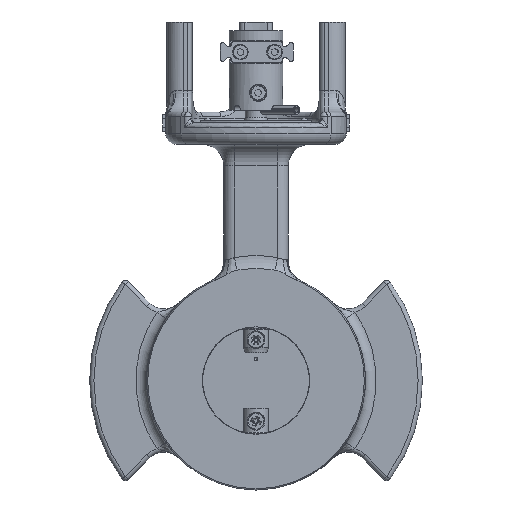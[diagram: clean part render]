
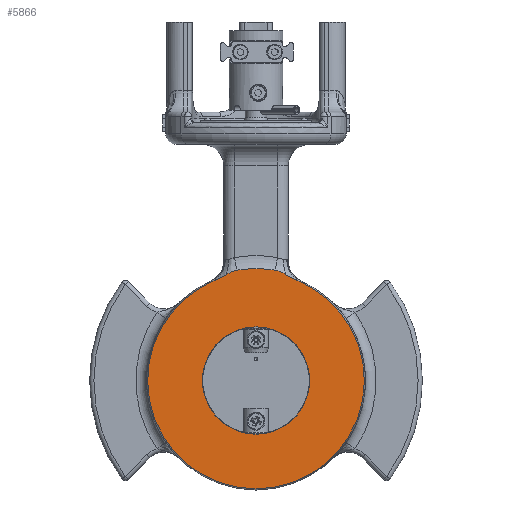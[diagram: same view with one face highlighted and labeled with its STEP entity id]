
A CAD part, left-side view. The second image highlights one B-rep face of the part: STEP entity #5866.
In plain terms, the highlighted planar face has unit normal (-1, 0, 0).
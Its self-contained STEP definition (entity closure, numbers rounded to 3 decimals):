
#1008=B_SPLINE_CURVE_WITH_KNOTS('',3,(#39862,#39863,#39864,#39865),
 .UNSPECIFIED.,.F.,.F.,(4,4),(0.,1.),.UNSPECIFIED.);
#1010=B_SPLINE_CURVE_WITH_KNOTS('',3,(#39884,#39885,#39886,#39887),
 .UNSPECIFIED.,.F.,.F.,(4,4),(0.,1.),.UNSPECIFIED.);
#1011=B_SPLINE_CURVE_WITH_KNOTS('',3,(#39912,#39913,#39914,#39915),
 .UNSPECIFIED.,.F.,.F.,(4,4),(0.,1.),.UNSPECIFIED.);
#1012=B_SPLINE_CURVE_WITH_KNOTS('',3,(#39934,#39935,#39936,#39937),
 .UNSPECIFIED.,.F.,.F.,(4,4),(0.,1.),.UNSPECIFIED.);
#4642=PLANE('',#22729);
#5866=ADVANCED_FACE('',(#7383,#7384),#4642,.F.);
#7383=FACE_BOUND('',#9318,.T.);
#7384=FACE_BOUND('',#9319,.T.);
#9318=EDGE_LOOP('',(#14485,#14486,#14487,#14488,#14489,#14490));
#9319=EDGE_LOOP('',(#14491));
#14485=ORIENTED_EDGE('',*,*,#18630,.T.);
#14486=ORIENTED_EDGE('',*,*,#18959,.F.);
#14487=ORIENTED_EDGE('',*,*,#18962,.F.);
#14488=ORIENTED_EDGE('',*,*,#18964,.F.);
#14489=ORIENTED_EDGE('',*,*,#18966,.F.);
#14490=ORIENTED_EDGE('',*,*,#18967,.F.);
#14491=ORIENTED_EDGE('',*,*,#19179,.F.);
#16296=VERTEX_POINT('',#38339);
#16297=VERTEX_POINT('',#38340);
#16491=VERTEX_POINT('',#39861);
#16492=VERTEX_POINT('',#39883);
#16493=VERTEX_POINT('',#39907);
#16494=VERTEX_POINT('',#39911);
#16576=VERTEX_POINT('',#42937);
#18630=EDGE_CURVE('',#16296,#16297,#19997,.T.);
#18959=EDGE_CURVE('',#16491,#16297,#1008,.T.);
#18962=EDGE_CURVE('',#16492,#16491,#1010,.T.);
#18964=EDGE_CURVE('',#16493,#16492,#20143,.T.);
#18966=EDGE_CURVE('',#16494,#16493,#1011,.T.);
#18967=EDGE_CURVE('',#16296,#16494,#1012,.T.);
#19179=EDGE_CURVE('',#16576,#16576,#20220,.T.);
#19997=CIRCLE('',#22310,50.464);
#20143=CIRCLE('',#22558,52.146);
#20220=CIRCLE('',#22722,25.);
#22310=AXIS2_PLACEMENT_3D('',#38338,#26798,#26799);
#22558=AXIS2_PLACEMENT_3D('',#39908,#27377,#27378);
#22722=AXIS2_PLACEMENT_3D('',#42936,#27805,#27806);
#22729=AXIS2_PLACEMENT_3D('',#42966,#27819,#27820);
#26798=DIRECTION('',(-1.,0.,0.));
#26799=DIRECTION('',(0.,0.,-1.));
#27377=DIRECTION('',(1.,0.,0.));
#27378=DIRECTION('',(0.,0.,1.));
#27805=DIRECTION('',(-1.,0.,0.));
#27806=DIRECTION('',(0.,0.,-1.));
#27819=DIRECTION('',(1.,0.,0.));
#27820=DIRECTION('',(0.,0.,-1.));
#38338=CARTESIAN_POINT('',(-15.,0.,-9.));
#38339=CARTESIAN_POINT('',(-15.,18.076,38.116));
#38340=CARTESIAN_POINT('',(-15.,-18.076,38.116));
#39861=CARTESIAN_POINT('',(-15.,-14.221,40.137));
#39862=CARTESIAN_POINT('',(-15.,-14.221,40.137));
#39863=CARTESIAN_POINT('',(-15.,-15.446,39.349));
#39864=CARTESIAN_POINT('',(-15.,-16.712,38.639));
#39865=CARTESIAN_POINT('',(-15.,-18.076,38.116));
#39883=CARTESIAN_POINT('',(-15.,-8.968,42.369));
#39884=CARTESIAN_POINT('',(-15.,-8.968,42.369));
#39885=CARTESIAN_POINT('',(-15.,-10.881,42.035));
#39886=CARTESIAN_POINT('',(-15.,-12.602,41.18));
#39887=CARTESIAN_POINT('',(-15.,-14.221,40.137));
#39907=CARTESIAN_POINT('',(-15.,8.968,42.369));
#39908=CARTESIAN_POINT('',(-15.,0.,-9.));
#39911=CARTESIAN_POINT('',(-15.,14.221,40.137));
#39912=CARTESIAN_POINT('',(-15.,14.221,40.137));
#39913=CARTESIAN_POINT('',(-15.,12.606,41.177));
#39914=CARTESIAN_POINT('',(-15.,10.873,42.036));
#39915=CARTESIAN_POINT('',(-15.,8.968,42.369));
#39934=CARTESIAN_POINT('',(-15.,18.076,38.116));
#39935=CARTESIAN_POINT('',(-15.,16.712,38.639));
#39936=CARTESIAN_POINT('',(-15.,15.446,39.349));
#39937=CARTESIAN_POINT('',(-15.,14.221,40.137));
#42936=CARTESIAN_POINT('',(-15.,0.,-9.));
#42937=CARTESIAN_POINT('',(-15.,0.,-34.));
#42966=CARTESIAN_POINT('',(-15.,-200.,83.5));
